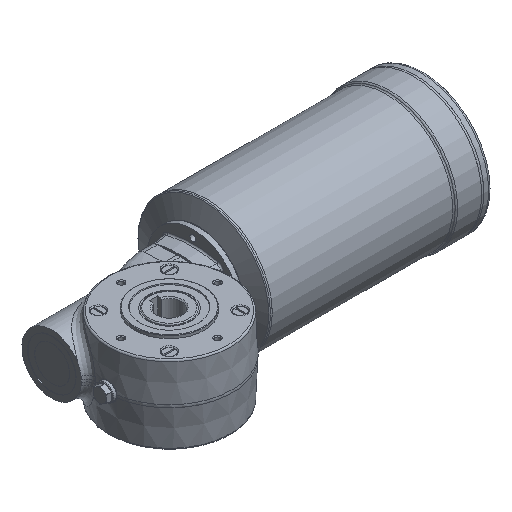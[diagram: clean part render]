
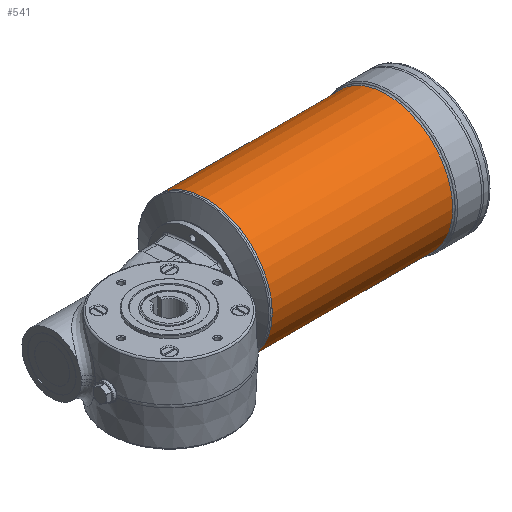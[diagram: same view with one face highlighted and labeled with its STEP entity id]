
A CAD part, isometric view. The second image highlights one B-rep face of the part: STEP entity #541.
In plain terms, the highlighted cylindrical face has radius 64.5 mm (diameter 129 mm), a full revolution.
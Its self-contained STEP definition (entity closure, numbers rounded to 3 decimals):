
#541 = ADVANCED_FACE( '', ( #1483, #1484 ), #1485, .T. );
#1483 = FACE_OUTER_BOUND( '', #3479, .T. );
#1484 = FACE_OUTER_BOUND( '', #3480, .T. );
#1485 = CYLINDRICAL_SURFACE( '', #3481, 64.5 );
#3479 = EDGE_LOOP( '', ( #8055 ) );
#3480 = EDGE_LOOP( '', ( #8056 ) );
#3481 = AXIS2_PLACEMENT_3D( '', #8057, #8058, #8059 );
#8055 = ORIENTED_EDGE( '', *, *, #10954, .T. );
#8056 = ORIENTED_EDGE( '', *, *, #11086, .T. );
#8057 = CARTESIAN_POINT( '', ( 246.168, 50., 0. ) );
#8058 = DIRECTION( '', ( -1., 0., 0. ) );
#8059 = DIRECTION( '', ( 0., 1., 0. ) );
#10954 = EDGE_CURVE( '', #12211, #12211, #12212, .F. );
#11086 = EDGE_CURVE( '', #12439, #12439, #12440, .T. );
#12211 = VERTEX_POINT( '', #14144 );
#12212 = CIRCLE( '', #14145, 64.5 );
#12439 = VERTEX_POINT( '', #14668 );
#12440 = CIRCLE( '', #14669, 64.5 );
#14144 = CARTESIAN_POINT( '', ( 262.172, 114.5, 0. ) );
#14145 = AXIS2_PLACEMENT_3D( '', #18211, #18212, #18213 );
#14668 = CARTESIAN_POINT( '', ( 86., 114.5, 0. ) );
#14669 = AXIS2_PLACEMENT_3D( '', #18385, #18386, #18387 );
#18211 = CARTESIAN_POINT( '', ( 262.172, 50., 0. ) );
#18212 = DIRECTION( '', ( 1., 0., 0. ) );
#18213 = DIRECTION( '', ( 0., 1., 0. ) );
#18385 = CARTESIAN_POINT( '', ( 86., 50., 0. ) );
#18386 = DIRECTION( '', ( 1., 0., 0. ) );
#18387 = DIRECTION( '', ( 0., 1., 0. ) );
